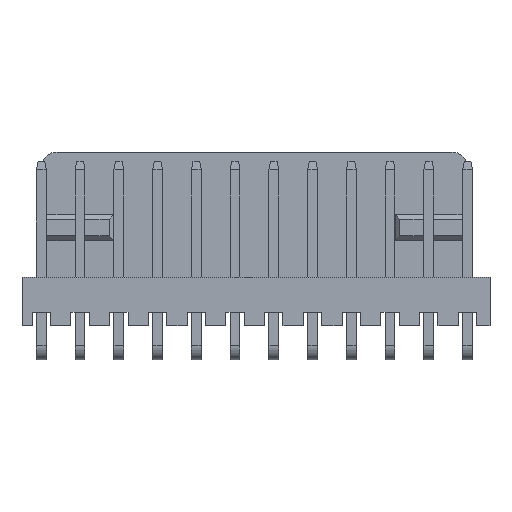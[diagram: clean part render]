
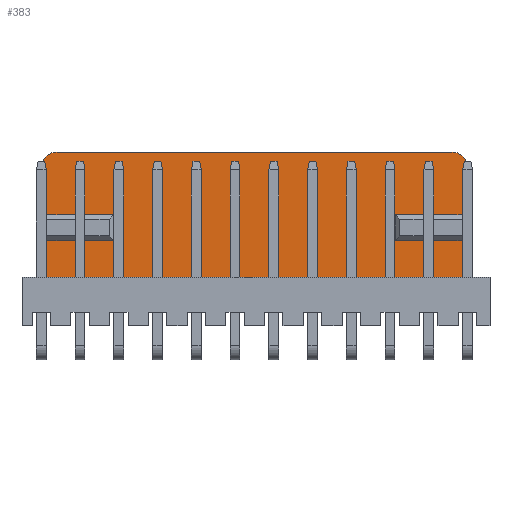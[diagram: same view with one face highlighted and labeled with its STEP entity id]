
A CAD part, top view. The second image highlights one B-rep face of the part: STEP entity #383.
In plain terms, the highlighted planar face has unit normal (0, 0, 1).
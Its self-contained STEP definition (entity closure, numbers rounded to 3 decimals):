
#66 = CARTESIAN_POINT ( 'NONE',  ( -9.538, 0.723, 0.86 ) ) ;
#74 = PLANE ( 'NONE',  #8418 ) ;
#76 = DIRECTION ( 'NONE',  ( 0., 0., -1. ) ) ;
#77 = DIRECTION ( 'NONE',  ( -1., 0., 0. ) ) ;
#383 = ADVANCED_FACE ( 'NONE', ( #838 ), #74, .F. ) ;
#838 = FACE_OUTER_BOUND ( 'NONE', #9424, .T. ) ;
#1121 = CIRCLE ( 'NONE', #2207, 1. ) ;
#1133 = LINE ( 'NONE', #3474, #1151 ) ;
#1145 = LINE ( 'NONE', #3473, #1155 ) ;
#1151 = VECTOR ( 'NONE', #3479, 1000. ) ;
#1155 = VECTOR ( 'NONE', #3481, 1000. ) ;
#1439 = LINE ( 'NONE', #3747, #1442 ) ;
#1442 = VECTOR ( 'NONE', #3748, 1000. ) ;
#1449 = LINE ( 'NONE', #3757, #1452 ) ;
#1452 = VECTOR ( 'NONE', #3758, 1000. ) ;
#2207 = AXIS2_PLACEMENT_3D ( 'NONE', #3470, #3471, #3472 ) ;
#2210 = AXIS2_PLACEMENT_3D ( 'NONE', #5414, #5415, #5416 ) ;
#2414 = ORIENTED_EDGE ( 'NONE', *, *, #8631, .T. ) ;
#2415 = ORIENTED_EDGE ( 'NONE', *, *, #8658, .T. ) ;
#2416 = ORIENTED_EDGE ( 'NONE', *, *, #8659, .F. ) ;
#2417 = ORIENTED_EDGE ( 'NONE', *, *, #8660, .F. ) ;
#2418 = ORIENTED_EDGE ( 'NONE', *, *, #8661, .F. ) ;
#2419 = ORIENTED_EDGE ( 'NONE', *, *, #8662, .T. ) ;
#2420 = ORIENTED_EDGE ( 'NONE', *, *, #8663, .F. ) ;
#2421 = ORIENTED_EDGE ( 'NONE', *, *, #8626, .T. ) ;
#2422 = ORIENTED_EDGE ( 'NONE', *, *, #8488, .F. ) ;
#2423 = ORIENTED_EDGE ( 'NONE', *, *, #8493, .T. ) ;
#2424 = ORIENTED_EDGE ( 'NONE', *, *, #10359, .F. ) ;
#2425 = ORIENTED_EDGE ( 'NONE', *, *, #10357, .F. ) ;
#2426 = ORIENTED_EDGE ( 'NONE', *, *, #10355, .F. ) ;
#2427 = ORIENTED_EDGE ( 'NONE', *, *, #8492, .T. ) ;
#3189 = CARTESIAN_POINT ( 'NONE',  ( 17.342, 4.823, 0.86 ) ) ;
#3193 = CARTESIAN_POINT ( 'NONE',  ( 18.342, -3.377, 0.86 ) ) ;
#3215 = CARTESIAN_POINT ( 'NONE',  ( 18.342, -0.977, 0.86 ) ) ;
#3219 = CARTESIAN_POINT ( 'NONE',  ( 13.632, -0.977, 0.86 ) ) ;
#3220 = CARTESIAN_POINT ( 'NONE',  ( 18.342, 0.723, 0.86 ) ) ;
#3234 = CARTESIAN_POINT ( 'NONE',  ( 13.632, 0.723, 0.86 ) ) ;
#3238 = CARTESIAN_POINT ( 'NONE',  ( 18.342, 3.823, 0.86 ) ) ;
#3470 = CARTESIAN_POINT ( 'NONE',  ( -8.538, 3.823, 0.86 ) ) ;
#3471 = DIRECTION ( 'NONE',  ( 0., 0., -1. ) ) ;
#3472 = DIRECTION ( 'NONE',  ( 1., 0., 0. ) ) ;
#3473 = CARTESIAN_POINT ( 'NONE',  ( -9.538, -3.377, 0.86 ) ) ;
#3474 = CARTESIAN_POINT ( 'NONE',  ( -9.538, -3.377, 0.86 ) ) ;
#3479 = DIRECTION ( 'NONE',  ( 0., -1., 0. ) ) ;
#3481 = DIRECTION ( 'NONE',  ( 0., -1., 0. ) ) ;
#3747 = CARTESIAN_POINT ( 'NONE',  ( -8.538, 4.823, 0.86 ) ) ;
#3748 = DIRECTION ( 'NONE',  ( -1., 0., 0. ) ) ;
#3757 = CARTESIAN_POINT ( 'NONE',  ( -10.858, -3.377, 0.86 ) ) ;
#3758 = DIRECTION ( 'NONE',  ( 1., 0., 0. ) ) ;
#3782 = CARTESIAN_POINT ( 'NONE',  ( 13.632, 0.723, 0.86 ) ) ;
#3808 = CARTESIAN_POINT ( 'NONE',  ( -29.858, 0.723, 0.86 ) ) ;
#3811 = CARTESIAN_POINT ( 'NONE',  ( 18.342, 3.823, 0.86 ) ) ;
#3812 = DIRECTION ( 'NONE',  ( 0., 1., 0. ) ) ;
#3813 = CARTESIAN_POINT ( 'NONE',  ( -29.858, -0.977, 0.86 ) ) ;
#3814 = CARTESIAN_POINT ( 'NONE',  ( 18.342, 3.823, 0.86 ) ) ;
#3815 = DIRECTION ( 'NONE',  ( 1., 0., 0. ) ) ;
#3816 = DIRECTION ( 'NONE',  ( 0., -1., 0. ) ) ;
#3818 = DIRECTION ( 'NONE',  ( -1., 0., 0. ) ) ;
#3820 = DIRECTION ( 'NONE',  ( 0., 1., 0. ) ) ;
#3834 = LINE ( 'NONE', #3782, #3844 ) ;
#3836 = LINE ( 'NONE', #3811, #3840 ) ;
#3839 = LINE ( 'NONE', #3813, #3842 ) ;
#3840 = VECTOR ( 'NONE', #3812, 1000. ) ;
#3841 = LINE ( 'NONE', #3808, #3846 ) ;
#3842 = VECTOR ( 'NONE', #3815, 1000. ) ;
#3843 = LINE ( 'NONE', #3814, #3848 ) ;
#3844 = VECTOR ( 'NONE', #3816, 1000. ) ;
#3846 = VECTOR ( 'NONE', #3818, 1000. ) ;
#3847 = CIRCLE ( 'NONE', #2210, 1. ) ;
#3848 = VECTOR ( 'NONE', #3820, 1000. ) ;
#4261 = VERTEX_POINT ( 'NONE', #3189 ) ;
#4269 = VERTEX_POINT ( 'NONE', #3193 ) ;
#4313 = VERTEX_POINT ( 'NONE', #3215 ) ;
#4321 = VERTEX_POINT ( 'NONE', #3219 ) ;
#4323 = VERTEX_POINT ( 'NONE', #3220 ) ;
#4351 = VERTEX_POINT ( 'NONE', #3234 ) ;
#4359 = VERTEX_POINT ( 'NONE', #3238 ) ;
#5227 = LINE ( 'NONE', #6815, #5230 ) ;
#5230 = VECTOR ( 'NONE', #6816, 1000. ) ;
#5231 = LINE ( 'NONE', #6819, #5234 ) ;
#5234 = VECTOR ( 'NONE', #6821, 1000. ) ;
#5235 = LINE ( 'NONE', #6823, #5238 ) ;
#5238 = VECTOR ( 'NONE', #6824, 1000. ) ;
#5414 = CARTESIAN_POINT ( 'NONE',  ( 17.342, 3.823, 0.86 ) ) ;
#5415 = DIRECTION ( 'NONE',  ( 0., 0., -1. ) ) ;
#5416 = DIRECTION ( 'NONE',  ( 1., 0., 0. ) ) ;
#6067 = CARTESIAN_POINT ( 'NONE',  ( -9.538, 3.823, 0.86 ) ) ;
#6105 = CARTESIAN_POINT ( 'NONE',  ( -8.538, 4.823, 0.86 ) ) ;
#6279 = CARTESIAN_POINT ( 'NONE',  ( -9.538, -3.377, 0.86 ) ) ;
#6286 = CARTESIAN_POINT ( 'NONE',  ( -4.828, 0.723, 0.86 ) ) ;
#6306 = CARTESIAN_POINT ( 'NONE',  ( -9.538, -0.977, 0.86 ) ) ;
#6307 = CARTESIAN_POINT ( 'NONE',  ( -9.538, 0.723, 0.86 ) ) ;
#6314 = CARTESIAN_POINT ( 'NONE',  ( -4.828, -0.977, 0.86 ) ) ;
#6815 = CARTESIAN_POINT ( 'NONE',  ( -9.538, -0.977, 0.86 ) ) ;
#6816 = DIRECTION ( 'NONE',  ( 1., 0., 0. ) ) ;
#6819 = CARTESIAN_POINT ( 'NONE',  ( -4.828, 0.723, 0.86 ) ) ;
#6821 = DIRECTION ( 'NONE',  ( 0., 1., 0. ) ) ;
#6823 = CARTESIAN_POINT ( 'NONE',  ( -9.538, 0.723, 0.86 ) ) ;
#6824 = DIRECTION ( 'NONE',  ( -1., 0., 0. ) ) ;
#8418 = AXIS2_PLACEMENT_3D ( 'NONE', #66, #76, #77 ) ;
#8488 = EDGE_CURVE ( 'NONE', #9555, #9593, #1121, .T. ) ;
#8492 = EDGE_CURVE ( 'NONE', #9794, #9767, #1133, .T. ) ;
#8493 = EDGE_CURVE ( 'NONE', #9555, #9795, #1145, .T. ) ;
#8626 = EDGE_CURVE ( 'NONE', #4261, #9593, #1439, .T. ) ;
#8631 = EDGE_CURVE ( 'NONE', #9767, #4269, #1449, .T. ) ;
#8658 = EDGE_CURVE ( 'NONE', #4269, #4313, #3836, .T. ) ;
#8659 = EDGE_CURVE ( 'NONE', #4321, #4313, #3839, .T. ) ;
#8660 = EDGE_CURVE ( 'NONE', #4351, #4321, #3834, .T. ) ;
#8661 = EDGE_CURVE ( 'NONE', #4323, #4351, #3841, .T. ) ;
#8662 = EDGE_CURVE ( 'NONE', #4323, #4359, #3843, .T. ) ;
#8663 = EDGE_CURVE ( 'NONE', #4261, #4359, #3847, .T. ) ;
#9424 = EDGE_LOOP ( 'NONE', ( #2414, #2415, #2416, #2417, #2418, #2419, #2420, #2421, #2422, #2423, #2424, #2425, #2426, #2427 ) ) ;
#9555 = VERTEX_POINT ( 'NONE', #6067 ) ;
#9593 = VERTEX_POINT ( 'NONE', #6105 ) ;
#9767 = VERTEX_POINT ( 'NONE', #6279 ) ;
#9774 = VERTEX_POINT ( 'NONE', #6286 ) ;
#9794 = VERTEX_POINT ( 'NONE', #6306 ) ;
#9795 = VERTEX_POINT ( 'NONE', #6307 ) ;
#9802 = VERTEX_POINT ( 'NONE', #6314 ) ;
#10355 = EDGE_CURVE ( 'NONE', #9794, #9802, #5227, .T. ) ;
#10357 = EDGE_CURVE ( 'NONE', #9802, #9774, #5231, .T. ) ;
#10359 = EDGE_CURVE ( 'NONE', #9774, #9795, #5235, .T. ) ;
